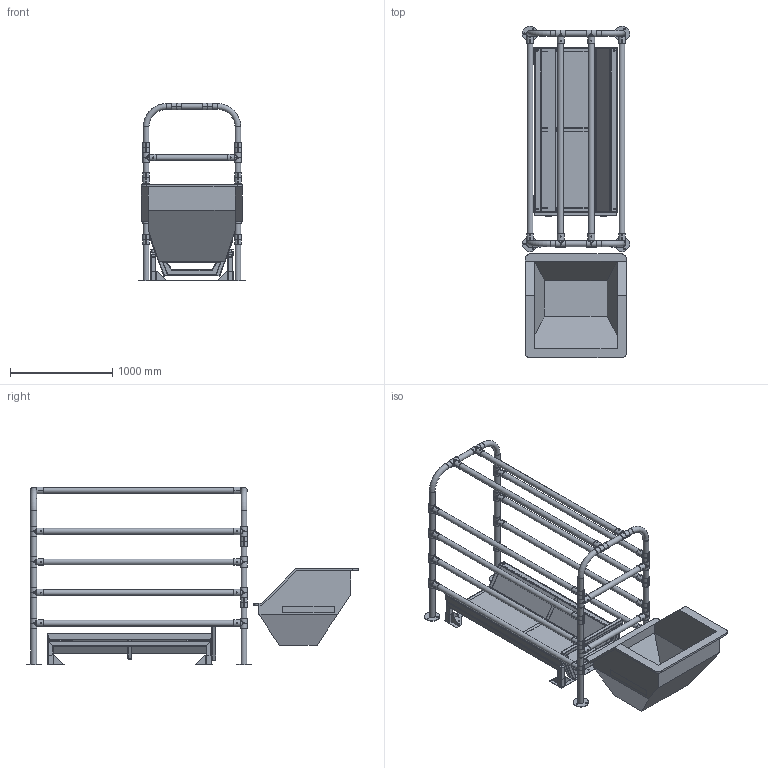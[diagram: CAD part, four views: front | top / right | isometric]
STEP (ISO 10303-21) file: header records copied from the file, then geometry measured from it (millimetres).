
FILE_DESCRIPTION(('STEP AP203'), '1');
FILE_NAME('栖闉罻 1600', '', ('UNSPECIFIED'), ('UNSPECIFIED'), 'C3D Converter', 'C3D Toolkit', '');
FILE_SCHEMA(('CONFIG_CONTROL_DESIGN'));
Length unit declared in the file: millimetre
Assembly tree (65 placements, depth 5):
  (unnamed)
    (unnamed)
      (unnamed)
      (unnamed)
      (unnamed)
      (unnamed)  x4
      (unnamed)  x24
        (unnamed)
    (unnamed)
      (unnamed)
        (unnamed)
        (unnamed)  x3
          (unnamed)
          (unnamed)
        (unnamed)  x2
      (unnamed)  x2
        (unnamed)
          (unnamed)
          (unnamed)  x2
        (unnamed)
        (unnamed)
      (unnamed)  x2
        (unnamed)
        (unnamed)
        (unnamed)
      (unnamed)
    (unnamed)
Bounding box: 1050 x 3252.71 x 1740.5 mm (x, y, z)
Volume: 83026899 mm3; surface area: 25024832.6 mm2
Topology: 216 solids, 216 shells, 2154 faces, 5000 edges, 3285 vertices
Faces by surface type: plane 1302, cylinder 844, torus 8
Full cylindrical faces by diameter (mm): 10.106 x4, 11 x48, 12 x18, 13 x8, 13.5 x36, 15 x12, 30 x4, 50 x18, 57 x18, 150 x4
Entity records: 18741 total; most frequent: CARTESIAN_POINT 3699, DIRECTION 2661, ORIENTED_EDGE 2392, EDGE_CURVE 1196, AXIS2_PLACEMENT_3D 931, VERTEX_POINT 820, LINE 799, VECTOR 799
